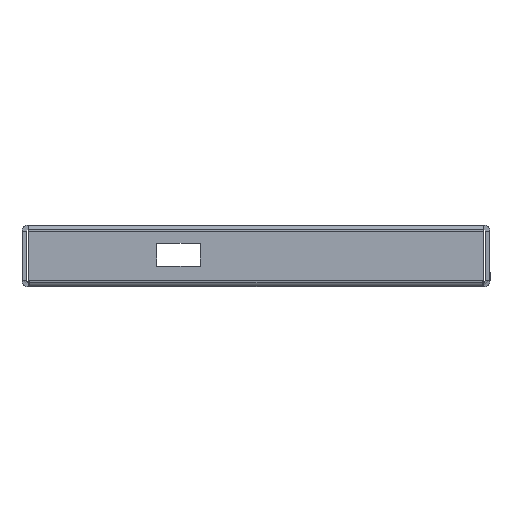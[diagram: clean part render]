
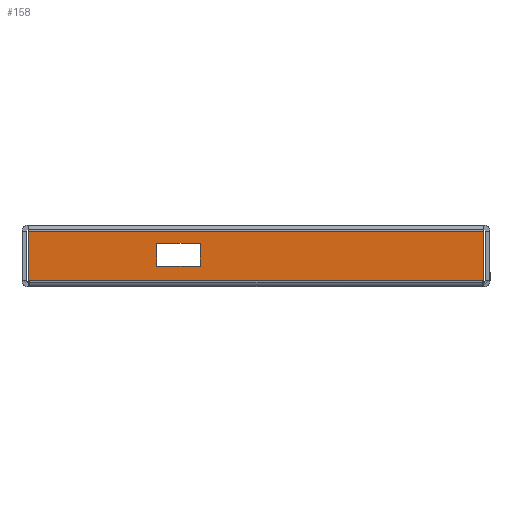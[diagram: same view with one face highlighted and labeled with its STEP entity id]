
A CAD part, left-side view. The second image highlights one B-rep face of the part: STEP entity #158.
In plain terms, the highlighted planar face has unit normal (-1, 0, 0).
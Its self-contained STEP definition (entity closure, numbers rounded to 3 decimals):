
#158 = ADVANCED_FACE ( 'NONE', ( #3343, #2905 ), #4851, .F. ) ;
#334 = VECTOR ( 'NONE', #1609, 1000. ) ;
#377 = VECTOR ( 'NONE', #2821, 1000. ) ;
#409 = CARTESIAN_POINT ( 'NONE',  ( -342., -109.293, 0. ) ) ;
#516 = VERTEX_POINT ( 'NONE', #4584 ) ;
#523 = DIRECTION ( 'NONE',  ( 1., 0., 0. ) ) ;
#631 = VECTOR ( 'NONE', #2576, 1000. ) ;
#644 = DIRECTION ( 'NONE',  ( 0., 0., 1. ) ) ;
#663 = CARTESIAN_POINT ( 'NONE',  ( -342., 0., -2.737 ) ) ;
#686 = VERTEX_POINT ( 'NONE', #3331 ) ;
#809 = EDGE_CURVE ( 'NONE', #5124, #1891, #4399, .T. ) ;
#995 = LINE ( 'NONE', #5313, #4388 ) ;
#1186 = ORIENTED_EDGE ( 'NONE', *, *, #4730, .F. ) ;
#1387 = LINE ( 'NONE', #2350, #377 ) ;
#1393 = DIRECTION ( 'NONE',  ( 0., 0., -1. ) ) ;
#1609 = DIRECTION ( 'NONE',  ( 0., 0., -1. ) ) ;
#1726 = LINE ( 'NONE', #2231, #5179 ) ;
#1786 = EDGE_LOOP ( 'NONE', ( #4804, #1186, #4930, #2904 ) ) ;
#1855 = EDGE_CURVE ( 'NONE', #4025, #5124, #4020, .T. ) ;
#1891 = VERTEX_POINT ( 'NONE', #4792 ) ;
#1931 = EDGE_LOOP ( 'NONE', ( #5454, #3698, #3059, #4225 ) ) ;
#2008 = VERTEX_POINT ( 'NONE', #6163 ) ;
#2075 = VECTOR ( 'NONE', #6208, 1000. ) ;
#2231 = CARTESIAN_POINT ( 'NONE',  ( -342., 33.293, -8. ) ) ;
#2350 = CARTESIAN_POINT ( 'NONE',  ( -342., 89.293, -24.263 ) ) ;
#2354 = LINE ( 'NONE', #6056, #5987 ) ;
#2385 = EDGE_CURVE ( 'NONE', #1891, #686, #995, .T. ) ;
#2546 = LINE ( 'NONE', #663, #631 ) ;
#2565 = EDGE_CURVE ( 'NONE', #4924, #516, #2354, .T. ) ;
#2576 = DIRECTION ( 'NONE',  ( 0., -1., 0. ) ) ;
#2821 = DIRECTION ( 'NONE',  ( 0., -1., 0. ) ) ;
#2904 = ORIENTED_EDGE ( 'NONE', *, *, #2565, .T. ) ;
#2905 = FACE_OUTER_BOUND ( 'NONE', #1786, .T. ) ;
#2913 = EDGE_CURVE ( 'NONE', #4924, #3032, #2546, .T. ) ;
#3032 = VERTEX_POINT ( 'NONE', #5797 ) ;
#3059 = ORIENTED_EDGE ( 'NONE', *, *, #1855, .F. ) ;
#3331 = CARTESIAN_POINT ( 'NONE',  ( -342., 14.293, -8. ) ) ;
#3343 = FACE_BOUND ( 'NONE', #1931, .T. ) ;
#3638 = EDGE_CURVE ( 'NONE', #686, #4025, #1726, .T. ) ;
#3698 = ORIENTED_EDGE ( 'NONE', *, *, #809, .F. ) ;
#3864 = EDGE_CURVE ( 'NONE', #516, #2008, #1387, .T. ) ;
#3901 = CARTESIAN_POINT ( 'NONE',  ( -342., 33.293, -18. ) ) ;
#4020 = LINE ( 'NONE', #5431, #334 ) ;
#4025 = VERTEX_POINT ( 'NONE', #4103 ) ;
#4048 = DIRECTION ( 'NONE',  ( 0., 1., 0. ) ) ;
#4103 = CARTESIAN_POINT ( 'NONE',  ( -342., 33.293, -8. ) ) ;
#4225 = ORIENTED_EDGE ( 'NONE', *, *, #3638, .F. ) ;
#4388 = VECTOR ( 'NONE', #644, 1000. ) ;
#4399 = LINE ( 'NONE', #3901, #5174 ) ;
#4584 = CARTESIAN_POINT ( 'NONE',  ( -342., 89.293, -24.263 ) ) ;
#4730 = EDGE_CURVE ( 'NONE', #3032, #2008, #5302, .T. ) ;
#4756 = DIRECTION ( 'NONE',  ( 0., 0., -1. ) ) ;
#4788 = CARTESIAN_POINT ( 'NONE',  ( -342., 0., 0. ) ) ;
#4792 = CARTESIAN_POINT ( 'NONE',  ( -342., 14.293, -18. ) ) ;
#4804 = ORIENTED_EDGE ( 'NONE', *, *, #3864, .T. ) ;
#4851 = PLANE ( 'NONE',  #6020 ) ;
#4924 = VERTEX_POINT ( 'NONE', #5131 ) ;
#4930 = ORIENTED_EDGE ( 'NONE', *, *, #2913, .F. ) ;
#5124 = VERTEX_POINT ( 'NONE', #5787 ) ;
#5131 = CARTESIAN_POINT ( 'NONE',  ( -342., 89.293, -2.737 ) ) ;
#5174 = VECTOR ( 'NONE', #5308, 1000. ) ;
#5179 = VECTOR ( 'NONE', #4048, 1000. ) ;
#5302 = LINE ( 'NONE', #409, #2075 ) ;
#5308 = DIRECTION ( 'NONE',  ( 0., -1., 0. ) ) ;
#5313 = CARTESIAN_POINT ( 'NONE',  ( -342., 14.293, -18. ) ) ;
#5431 = CARTESIAN_POINT ( 'NONE',  ( -342., 33.293, -18. ) ) ;
#5454 = ORIENTED_EDGE ( 'NONE', *, *, #2385, .F. ) ;
#5787 = CARTESIAN_POINT ( 'NONE',  ( -342., 33.293, -18. ) ) ;
#5797 = CARTESIAN_POINT ( 'NONE',  ( -342., -109.293, -2.737 ) ) ;
#5987 = VECTOR ( 'NONE', #1393, 1000. ) ;
#6020 = AXIS2_PLACEMENT_3D ( 'NONE', #4788, #523, #4756 ) ;
#6056 = CARTESIAN_POINT ( 'NONE',  ( -342., 89.293, 0. ) ) ;
#6163 = CARTESIAN_POINT ( 'NONE',  ( -342., -109.293, -24.263 ) ) ;
#6208 = DIRECTION ( 'NONE',  ( 0., 0., -1. ) ) ;
